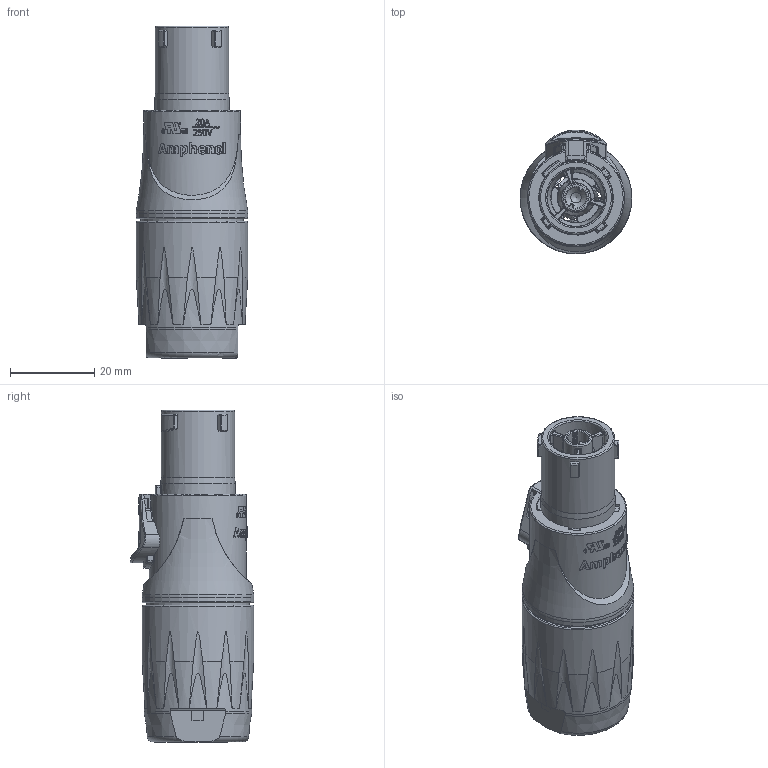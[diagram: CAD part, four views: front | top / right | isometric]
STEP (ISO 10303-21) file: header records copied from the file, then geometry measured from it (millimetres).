
FILE_DESCRIPTION(/* description */ (''),/* implementation_level */ '2;1');
FILE_NAME(/* name */ 'HPT-3-FJ.stp',/* time_stamp */ '2021-04-09T10:25:47+10:00',/* author */ ('thien'),/* organization */ (''),/* preprocessor_version */ 'ST-DEVELOPER v17',/* originating_system */ 'Autodesk Inventor 2018',/* authorisation */ '');
FILE_SCHEMA (('CONFIG_CONTROL_DESIGN'));
Products named in the file (19): HPT-3-FJ; 53490024-530; 53480172-530; 52070010-330; 52590054-730; 52730005-833; 51560156-930; 51270175-530; 50310060-230; 50300476-230; 53570002-230; 52500017-430; 50390008-530; 52730005-831; 52170083-530; 52180002-530 ; 50260025-530 ; 50120038-830 ; 52730010-830
Assembly tree (20 placements, depth 4):
  HPT-3-FJ
    53490024-530
      53480172-530
      52070010-330
      52590054-730
      52730005-833
    51560156-930
      51270175-530
      50310060-230  x3
        50300476-230
        53570002-230
        52500017-430
      50390008-530
      52730005-831
    52170083-530
    52180002-530 
      50260025-530 
      50120038-830 
      52730010-830
Bounding box: 26.5 x 29.32 x 78.7 mm (x, y, z)
Volume: 21772.8 mm3; surface area: 29618.7 mm2
Topology: 20 solids, 20 shells, 1771 faces, 4633 edges, 2967 vertices
Faces by surface type: plane 783, bspline 436, cylinder 382, torus 80, cone 79, sphere 11
Full cylindrical faces by diameter (mm): 2.5 x1, 3 x1, 3.242 x3, 3.3 x1, 4 x3, 6.8 x1, 13.8 x1, 16.2 x1, 16.5 x3, 17.4 x1, 17.65 x1, 18.2 x1, 19 x1, 19.2 x1, 19.4 x4, 19.7 x1, 21.8 x1, 22.132 x4, 22.2 x1, 22.3 x1, 22.526 x6, 23 x1, 24.2 x5, 24.3 x3, 26.5 x2
Entity records: 94602 total; most frequent: CARTESIAN_POINT 57813, ORIENTED_EDGE 8212, DIRECTION 6391, EDGE_CURVE 4106, VERTEX_POINT 2647, AXIS2_PLACEMENT_3D 2219, LINE 1953, VECTOR 1953
